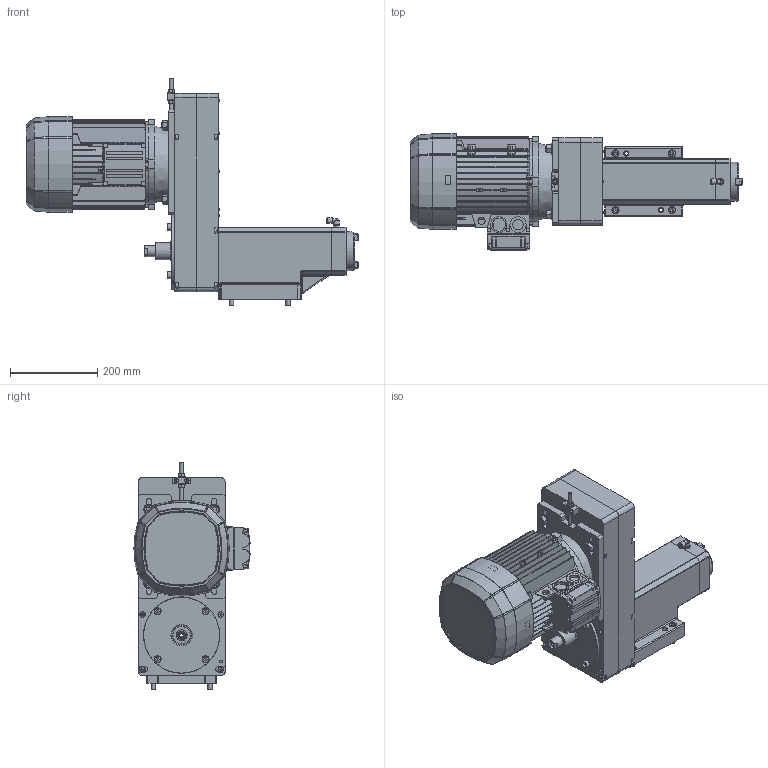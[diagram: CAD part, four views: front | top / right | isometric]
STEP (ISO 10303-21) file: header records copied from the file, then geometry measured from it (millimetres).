
FILE_DESCRIPTION(/* description */ ('Unknown'),/* implementation_level */ '2;1');
FILE_NAME(/* name */ 'CG.30',/* time_stamp */ '2024-11-20T11:19:01+01:00',/* author */ ('Unknown'),/* organization */ ('Unknown'),/* preprocessor_version */ 'ST-DEVELOPER v19.4',/* originating_system */ 'Solid Edge',/* authorisation */ 'Unknown');
FILE_SCHEMA (('AUTOMOTIVE_DESIGN {1 0 10303 214 3 1 1}'));
Products named in the file (1): CG.30
Bounding box: 762 x 266.77 x 522.25 mm (x, y, z)
Volume: 7047024.1 mm3; surface area: 1547879 mm2
Topology: 2 solids, 112 shells, 2539 faces, 6974 edges, 4523 vertices
Faces by surface type: plane 1000, cylinder 682, cone 363, torus 348, bspline 107, sphere 39
Full cylindrical faces by diameter (mm): 2.6 x4, 3.6 x4, 3.7 x1, 4 x4, 6 x1, 6.5 x3, 6.647 x8, 6.8 x4, 7 x13, 8 x3, 8.376 x2, 8.5 x4, 10 x5, 10.106 x4, 10.4 x2, 10.5 x3, 11.5 x1, 12 x11, 12.8 x1, 13 x9, 14 x1, 14.376 x1, 16 x6, 16.5 x6, 17.5 x4, 18 x1, 23.782 x2, 24 x4, 25 x1, 28 x2
Entity records: 97102 total; most frequent: CARTESIAN_POINT 24048, ORIENTED_EDGE 12394, DIRECTION 11597, EDGE_CURVE 6543, AXIS2_PLACEMENT_3D 4560, VERTEX_POINT 4444, FACE_BOUND 3110, EDGE_LOOP 3075
